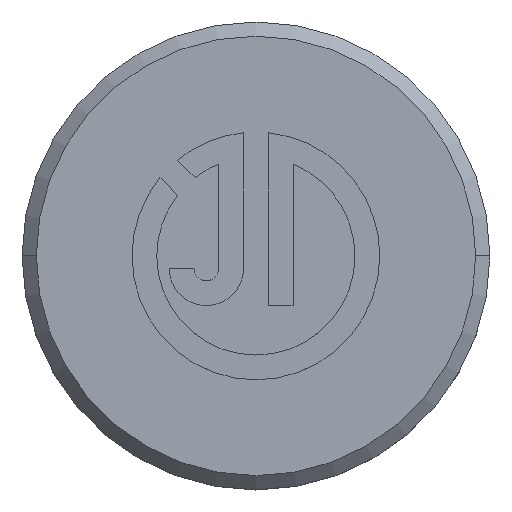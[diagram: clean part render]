
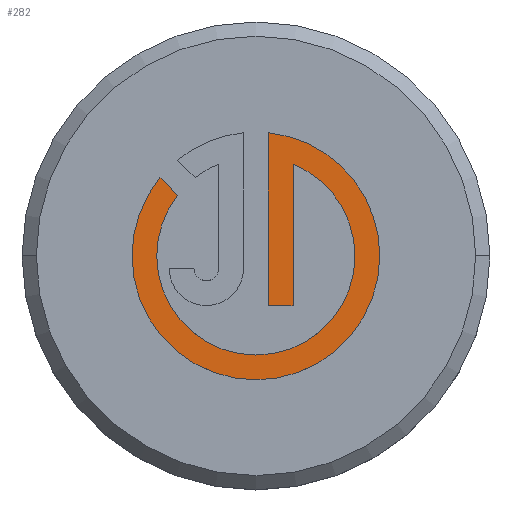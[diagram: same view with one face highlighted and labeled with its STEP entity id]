
A CAD part, top view. The second image highlights one B-rep face of the part: STEP entity #282.
In plain terms, the highlighted planar face has unit normal (0, 0, 1).
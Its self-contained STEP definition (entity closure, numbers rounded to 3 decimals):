
#21 = DIRECTION ( 'NONE',  ( 0., 0., 1. ) ) ;
#137 = ORIENTED_EDGE ( 'NONE', *, *, #2009, .T. ) ;
#146 = VECTOR ( 'NONE', #873, 1000. ) ;
#167 = ORIENTED_EDGE ( 'NONE', *, *, #979, .T. ) ;
#215 = CIRCLE ( 'NONE', #1554, 4.871 ) ;
#236 = CARTESIAN_POINT ( 'NONE',  ( 1.821, -2.439, 89.9 ) ) ;
#282 = ADVANCED_FACE ( 'NONE', ( #1808 ), #1899, .T. ) ;
#285 = CARTESIAN_POINT ( 'NONE',  ( 0.604, 6.055, 89.9 ) ) ;
#294 = VERTEX_POINT ( 'NONE', #236 ) ;
#302 = EDGE_CURVE ( 'NONE', #294, #1377, #319, .T. ) ;
#319 = LINE ( 'NONE', #2363, #1204 ) ;
#351 = EDGE_CURVE ( 'NONE', #368, #958, #2116, .T. ) ;
#368 = VERTEX_POINT ( 'NONE', #285 ) ;
#404 = ORIENTED_EDGE ( 'NONE', *, *, #2160, .T. ) ;
#455 = ORIENTED_EDGE ( 'NONE', *, *, #1768, .T. ) ;
#469 = CARTESIAN_POINT ( 'NONE',  ( 1.821, 4.512, 89.9 ) ) ;
#536 = ORIENTED_EDGE ( 'NONE', *, *, #913, .T. ) ;
#603 = DIRECTION ( 'NONE',  ( 1., 0., 0. ) ) ;
#612 = DIRECTION ( 'NONE',  ( 0., 0., 1. ) ) ;
#648 = DIRECTION ( 'NONE',  ( 0., 0., -1. ) ) ;
#659 = CARTESIAN_POINT ( 'NONE',  ( 0., -2.439, 89.9 ) ) ;
#828 = ORIENTED_EDGE ( 'NONE', *, *, #1330, .T. ) ;
#830 = DIRECTION ( 'NONE',  ( 0., 0., -1. ) ) ;
#848 = VECTOR ( 'NONE', #1176, 1000. ) ;
#857 = DIRECTION ( 'NONE',  ( 0., 0., 1. ) ) ;
#864 = LINE ( 'NONE', #659, #1842 ) ;
#873 = DIRECTION ( 'NONE',  ( 0., -1., 0. ) ) ;
#904 = ORIENTED_EDGE ( 'NONE', *, *, #302, .T. ) ;
#913 = EDGE_CURVE ( 'NONE', #1773, #1135, #2250, .T. ) ;
#919 = CIRCLE ( 'NONE', #2422, 4.871 ) ;
#958 = VERTEX_POINT ( 'NONE', #1740 ) ;
#979 = EDGE_CURVE ( 'NONE', #2231, #1879, #215, .T. ) ;
#1058 = ORIENTED_EDGE ( 'NONE', *, *, #351, .T. ) ;
#1064 = CARTESIAN_POINT ( 'NONE',  ( -6.094, -0.003, 89.9 ) ) ;
#1072 = DIRECTION ( 'NONE',  ( 0., 0., -1. ) ) ;
#1100 = CARTESIAN_POINT ( 'NONE',  ( -0.005, -0.003, 89.9 ) ) ;
#1135 = VERTEX_POINT ( 'NONE', #2169 ) ;
#1148 = AXIS2_PLACEMENT_3D ( 'NONE', #1159, #21, #1354 ) ;
#1159 = CARTESIAN_POINT ( 'NONE',  ( -0.005, -0.003, 89.9 ) ) ;
#1165 = CARTESIAN_POINT ( 'NONE',  ( 0., 0., 89.9 ) ) ;
#1176 = DIRECTION ( 'NONE',  ( -0.707, 0.707, 0. ) ) ;
#1204 = VECTOR ( 'NONE', #2353, 1000. ) ;
#1281 = DIRECTION ( 'NONE',  ( 1., 0., 0. ) ) ;
#1330 = EDGE_CURVE ( 'NONE', #1377, #2231, #1396, .T. ) ;
#1354 = DIRECTION ( 'NONE',  ( 1., 0., 0. ) ) ;
#1356 = CIRCLE ( 'NONE', #1148, 6.089 ) ;
#1373 = CARTESIAN_POINT ( 'NONE',  ( 4.866, -0.003, 89.9 ) ) ;
#1377 = VERTEX_POINT ( 'NONE', #469 ) ;
#1385 = CARTESIAN_POINT ( 'NONE',  ( 6.084, -0.003, 89.9 ) ) ;
#1396 = CIRCLE ( 'NONE', #1838, 4.871 ) ;
#1550 = CIRCLE ( 'NONE', #2108, 6.089 ) ;
#1554 = AXIS2_PLACEMENT_3D ( 'NONE', #1938, #830, #2121 ) ;
#1604 = EDGE_CURVE ( 'NONE', #958, #294, #864, .T. ) ;
#1740 = CARTESIAN_POINT ( 'NONE',  ( 0.604, -2.439, 89.9 ) ) ;
#1754 = CARTESIAN_POINT ( 'NONE',  ( -0.005, -0.003, 89.9 ) ) ;
#1768 = EDGE_CURVE ( 'NONE', #1135, #2040, #1550, .T. ) ;
#1773 = VERTEX_POINT ( 'NONE', #1820 ) ;
#1808 = FACE_OUTER_BOUND ( 'NONE', #1877, .T. ) ;
#1818 = AXIS2_PLACEMENT_3D ( 'NONE', #1965, #857, #2149 ) ;
#1820 = CARTESIAN_POINT ( 'NONE',  ( -3.853, 2.983, 89.9 ) ) ;
#1838 = AXIS2_PLACEMENT_3D ( 'NONE', #1754, #648, #1947 ) ;
#1842 = VECTOR ( 'NONE', #1954, 1000. ) ;
#1877 = EDGE_LOOP ( 'NONE', ( #828, #167, #2026, #536, #455, #137, #404, #1058, #2027, #904 ) ) ;
#1879 = VERTEX_POINT ( 'NONE', #2266 ) ;
#1899 = PLANE ( 'NONE',  #1941 ) ;
#1938 = CARTESIAN_POINT ( 'NONE',  ( -0.005, -0.003, 89.9 ) ) ;
#1941 = AXIS2_PLACEMENT_3D ( 'NONE', #1165, #612, #603 ) ;
#1947 = DIRECTION ( 'NONE',  ( -1., 0., 0. ) ) ;
#1954 = DIRECTION ( 'NONE',  ( 1., 0., 0. ) ) ;
#1957 = CIRCLE ( 'NONE', #1818, 6.089 ) ;
#1965 = CARTESIAN_POINT ( 'NONE',  ( -0.005, -0.003, 89.9 ) ) ;
#2009 = EDGE_CURVE ( 'NONE', #2040, #2260, #1957, .T. ) ;
#2026 = ORIENTED_EDGE ( 'NONE', *, *, #2054, .T. ) ;
#2027 = ORIENTED_EDGE ( 'NONE', *, *, #1604, .T. ) ;
#2040 = VERTEX_POINT ( 'NONE', #1064 ) ;
#2054 = EDGE_CURVE ( 'NONE', #1879, #1773, #919, .T. ) ;
#2091 = CARTESIAN_POINT ( 'NONE',  ( -3.853, 2.983, 89.9 ) ) ;
#2108 = AXIS2_PLACEMENT_3D ( 'NONE', #1100, #2376, #1281 ) ;
#2116 = LINE ( 'NONE', #2154, #146 ) ;
#2121 = DIRECTION ( 'NONE',  ( -1., 0., 0. ) ) ;
#2149 = DIRECTION ( 'NONE',  ( 1., 0., 0. ) ) ;
#2154 = CARTESIAN_POINT ( 'NONE',  ( 0.604, 0., 89.9 ) ) ;
#2160 = EDGE_CURVE ( 'NONE', #2260, #368, #1356, .T. ) ;
#2168 = CARTESIAN_POINT ( 'NONE',  ( -0.005, -0.003, 89.9 ) ) ;
#2169 = CARTESIAN_POINT ( 'NONE',  ( -4.719, 3.85, 89.9 ) ) ;
#2231 = VERTEX_POINT ( 'NONE', #1373 ) ;
#2250 = LINE ( 'NONE', #2091, #848 ) ;
#2260 = VERTEX_POINT ( 'NONE', #1385 ) ;
#2266 = CARTESIAN_POINT ( 'NONE',  ( -4.876, -0.003, 89.9 ) ) ;
#2353 = DIRECTION ( 'NONE',  ( 0., 1., 0. ) ) ;
#2357 = DIRECTION ( 'NONE',  ( -1., 0., 0. ) ) ;
#2363 = CARTESIAN_POINT ( 'NONE',  ( 1.821, 0., 89.9 ) ) ;
#2376 = DIRECTION ( 'NONE',  ( 0., 0., 1. ) ) ;
#2422 = AXIS2_PLACEMENT_3D ( 'NONE', #2168, #1072, #2357 ) ;
